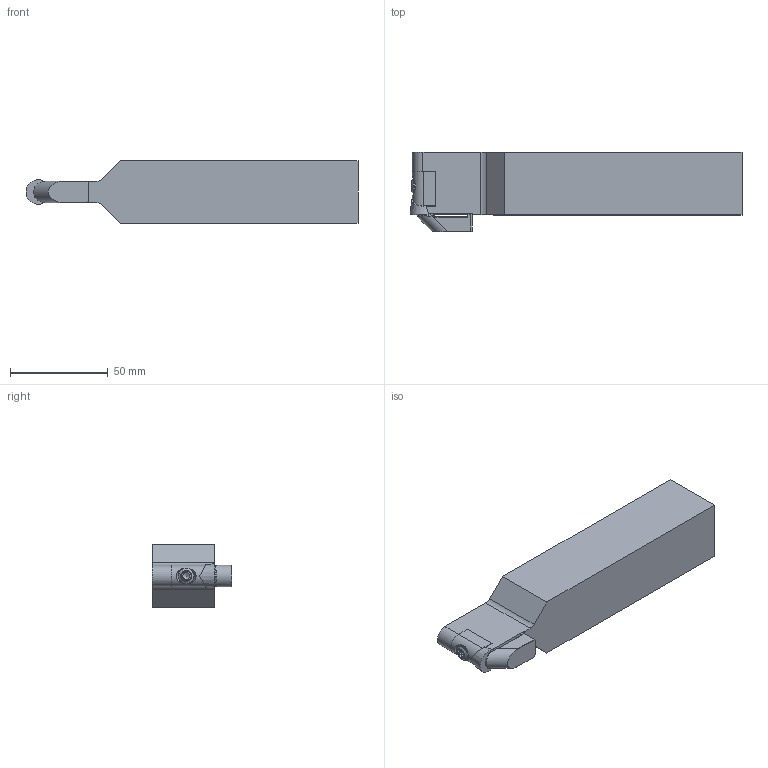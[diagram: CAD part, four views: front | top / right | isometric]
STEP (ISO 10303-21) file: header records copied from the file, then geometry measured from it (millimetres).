
FILE_DESCRIPTION(/* description */ (''),/* implementation_level */ '2;1');
FILE_NAME(/* name */ 'CRDCN-3232-P12CVK-LIGHT.stp',/* time_stamp */ '2023-10-25T21:54:45+03:00',/* author */ (''),/* organization */ (''),/* preprocessor_version */ 'ST-DEVELOPER v19.4',/* originating_system */ 'SIEMENS PLM Software NX2306.3001',/* authorisation */ '');
FILE_SCHEMA (('AUTOMOTIVE_DESIGN { 1 0 10303 214 3 1 1 1 }'));
Length unit declared in the file: millimetre
Products named in the file (1): CRDCN-3232-P12CVK-XT_objects
Bounding box: 170 x 40.5 x 32 mm (x, y, z)
Volume: 146047.2 mm3; surface area: 23008.6 mm2
Topology: 2 solids, 2 shells, 112 faces, 283 edges, 177 vertices
Faces by surface type: plane 73, cylinder 23, cone 9, bspline 4, torus 3
Full cylindrical faces by diameter (mm): 8.15 x1
Entity records: 4215 total; most frequent: CARTESIAN_POINT 1584, ORIENTED_EDGE 534, DIRECTION 531, EDGE_CURVE 267, AXIS2_PLACEMENT_3D 184, VERTEX_POINT 172, LINE 163, VECTOR 163
